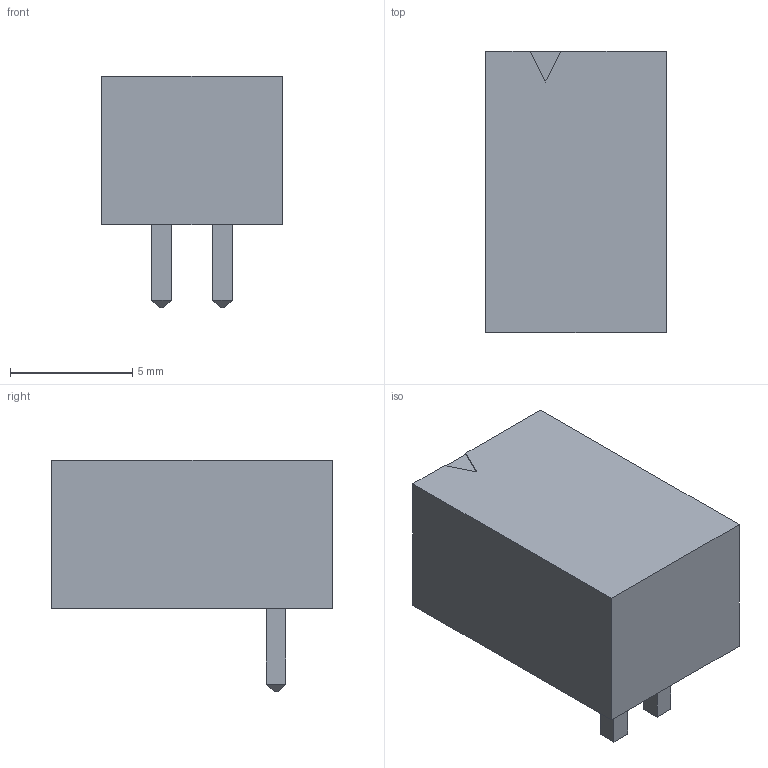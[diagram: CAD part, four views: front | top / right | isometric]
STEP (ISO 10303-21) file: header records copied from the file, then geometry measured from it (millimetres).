
FILE_DESCRIPTION(('FreeCAD Model'),'2;1');
FILE_NAME('291184.4.2.stp','2020-08-29T11:17:31',( 'Author'),(''),'Open CASCADE STEP processor 6.9','FreeCAD','Unknown' );
FILE_SCHEMA(('AUTOMOTIVE_DESIGN { 1 0 10303 214 1 1 1 1 }'));
Length unit declared in the file: millimetre
Products named in the file (3): ASSEMBLY; Body; LeadsArray
Assembly tree (2 placements, depth 2):
  ASSEMBLY
    Body
    LeadsArray
Bounding box: 7.4 x 11.5 x 9.5 mm (x, y, z)
Volume: 215.9 mm3; surface area: 718 mm2
Topology: 3 solids, 3 shells, 50 faces, 113 edges, 70 vertices
Faces by surface type: plane 46, cylinder 4
Entity records: 2911 total; most frequent: CARTESIAN_POINT 486, DIRECTION 449, LINE 323, VECTOR 323, ORIENTED_EDGE 226, PCURVE 226, DEFINITIONAL_REPRESENTATION 226, EDGE_CURVE 113
